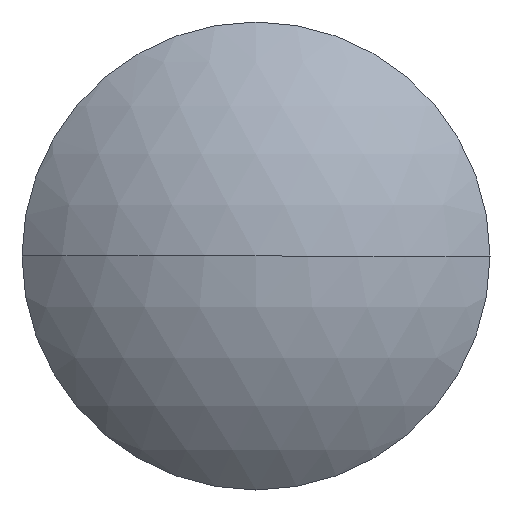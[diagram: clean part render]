
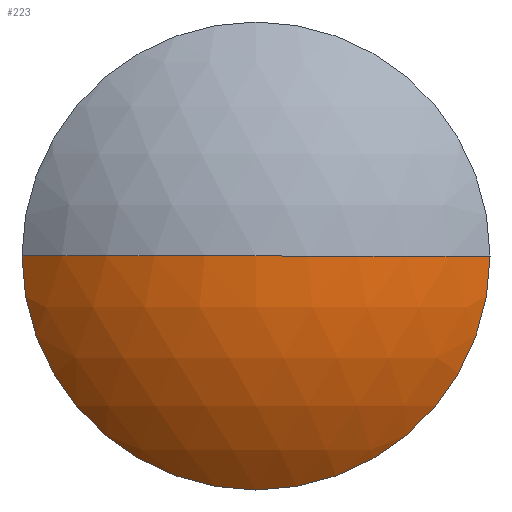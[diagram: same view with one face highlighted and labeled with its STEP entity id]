
A CAD part, left-side view. The second image highlights one B-rep face of the part: STEP entity #223.
In plain terms, the highlighted spherical face has radius 18.125 mm.
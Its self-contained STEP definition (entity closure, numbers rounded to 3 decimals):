
#2 = ORIENTED_EDGE ( 'NONE', *, *, #233, .T. ) ;
#13 = DIRECTION ( 'NONE',  ( 0., 1., 0. ) ) ;
#14 = ORIENTED_EDGE ( 'NONE', *, *, #207, .F. ) ;
#17 = CARTESIAN_POINT ( 'NONE',  ( 11.125, 0., 0. ) ) ;
#19 = EDGE_CURVE ( 'NONE', #198, #64, #331, .T. ) ;
#20 = FACE_OUTER_BOUND ( 'NONE', #115, .T. ) ;
#41 = AXIS2_PLACEMENT_3D ( 'NONE', #300, #137, #52 ) ;
#46 = DIRECTION ( 'NONE',  ( 0., 1., 0. ) ) ;
#52 = DIRECTION ( 'NONE',  ( 0., 0., 1. ) ) ;
#57 = ORIENTED_EDGE ( 'NONE', *, *, #19, .T. ) ;
#61 = AXIS2_PLACEMENT_3D ( 'NONE', #318, #343, #13 ) ;
#64 = VERTEX_POINT ( 'NONE', #329 ) ;
#65 = DIRECTION ( 'NONE',  ( 0., 0., 1. ) ) ;
#71 = CARTESIAN_POINT ( 'NONE',  ( 11.125, 0., 0. ) ) ;
#72 = CARTESIAN_POINT ( 'NONE',  ( -2., 0., -12.5 ) ) ;
#73 = AXIS2_PLACEMENT_3D ( 'NONE', #71, #260, #208 ) ;
#75 = DIRECTION ( 'NONE',  ( 0., 0., -1. ) ) ;
#88 = CIRCLE ( 'NONE', #41, 12.5 ) ;
#96 = CARTESIAN_POINT ( 'NONE',  ( -7., 0., 0. ) ) ;
#113 = AXIS2_PLACEMENT_3D ( 'NONE', #17, #75, #46 ) ;
#115 = EDGE_LOOP ( 'NONE', ( #288, #57, #2, #14 ) ) ;
#116 = CARTESIAN_POINT ( 'NONE',  ( -2., 0., 0. ) ) ;
#136 = VERTEX_POINT ( 'NONE', #315 ) ;
#137 = DIRECTION ( 'NONE',  ( -1., 0., 0. ) ) ;
#171 = DIRECTION ( 'NONE',  ( -1., 0., 0. ) ) ;
#198 = VERTEX_POINT ( 'NONE', #72 ) ;
#207 = EDGE_CURVE ( 'NONE', #136, #286, #302, .T. ) ;
#208 = DIRECTION ( 'NONE',  ( 1., 0., 0. ) ) ;
#211 = AXIS2_PLACEMENT_3D ( 'NONE', #116, #171, #65 ) ;
#223 = ADVANCED_FACE ( 'NONE', ( #20 ), #289, .T. ) ;
#233 = EDGE_CURVE ( 'NONE', #64, #286, #347, .T. ) ;
#260 = DIRECTION ( 'NONE',  ( 0., 0., 1. ) ) ;
#286 = VERTEX_POINT ( 'NONE', #96 ) ;
#288 = ORIENTED_EDGE ( 'NONE', *, *, #350, .T. ) ;
#289 = SPHERICAL_SURFACE ( 'NONE', #113, 18.125 ) ;
#300 = CARTESIAN_POINT ( 'NONE',  ( -2., 0., 0. ) ) ;
#302 = CIRCLE ( 'NONE', #73, 18.125 ) ;
#315 = CARTESIAN_POINT ( 'NONE',  ( -2., 12.5, 0. ) ) ;
#318 = CARTESIAN_POINT ( 'NONE',  ( 11.125, 0., 0. ) ) ;
#329 = CARTESIAN_POINT ( 'NONE',  ( -2., -12.5, 0. ) ) ;
#331 = CIRCLE ( 'NONE', #211, 12.5 ) ;
#343 = DIRECTION ( 'NONE',  ( 0., 0., -1. ) ) ;
#347 = CIRCLE ( 'NONE', #61, 18.125 ) ;
#350 = EDGE_CURVE ( 'NONE', #136, #198, #88, .T. ) ;
